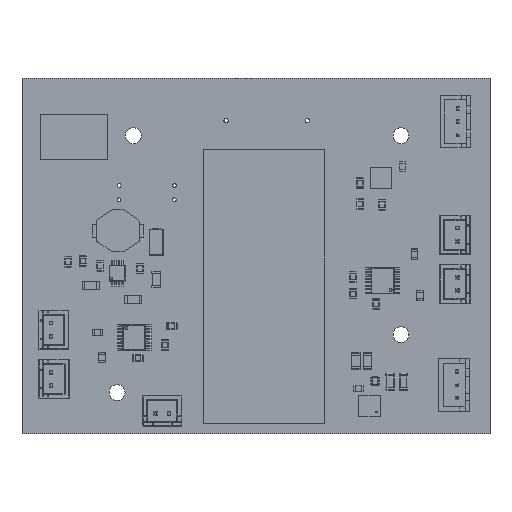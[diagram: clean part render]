
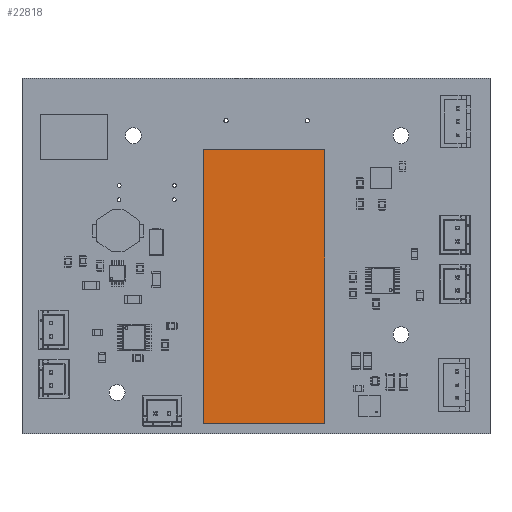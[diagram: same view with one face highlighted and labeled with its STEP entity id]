
A CAD part, top view. The second image highlights one B-rep face of the part: STEP entity #22818.
In plain terms, the highlighted planar face has unit normal (0, 0, 1).
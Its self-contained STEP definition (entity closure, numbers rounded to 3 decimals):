
#22689 = VERTEX_POINT('',#22690);
#22690 = CARTESIAN_POINT('',(-6.75,21.56,8.));
#22696 = EDGE_CURVE('',#22689,#22697,#22699,.T.);
#22697 = VERTEX_POINT('',#22698);
#22698 = CARTESIAN_POINT('',(44.85,21.56,8.));
#22699 = LINE('',#22700,#22701);
#22700 = CARTESIAN_POINT('',(-6.75,21.56,8.));
#22701 = VECTOR('',#22702,1.);
#22702 = DIRECTION('',(1.,0.,0.));
#22727 = EDGE_CURVE('',#22697,#22728,#22730,.T.);
#22728 = VERTEX_POINT('',#22729);
#22729 = CARTESIAN_POINT('',(44.85,-1.24,8.));
#22730 = LINE('',#22731,#22732);
#22731 = CARTESIAN_POINT('',(44.85,21.56,8.));
#22732 = VECTOR('',#22733,1.);
#22733 = DIRECTION('',(0.,-1.,0.));
#22758 = EDGE_CURVE('',#22728,#22759,#22761,.T.);
#22759 = VERTEX_POINT('',#22760);
#22760 = CARTESIAN_POINT('',(-6.75,-1.24,8.));
#22761 = LINE('',#22762,#22763);
#22762 = CARTESIAN_POINT('',(44.85,-1.24,8.));
#22763 = VECTOR('',#22764,1.);
#22764 = DIRECTION('',(-1.,0.,0.));
#22789 = EDGE_CURVE('',#22759,#22689,#22790,.T.);
#22790 = LINE('',#22791,#22792);
#22791 = CARTESIAN_POINT('',(-6.75,-1.24,8.));
#22792 = VECTOR('',#22793,1.);
#22793 = DIRECTION('',(0.,1.,0.));
#22818 = ADVANCED_FACE('',(#22819),#22825,.F.);
#22819 = FACE_BOUND('',#22820,.F.);
#22820 = EDGE_LOOP('',(#22821,#22822,#22823,#22824));
#22821 = ORIENTED_EDGE('',*,*,#22696,.T.);
#22822 = ORIENTED_EDGE('',*,*,#22727,.T.);
#22823 = ORIENTED_EDGE('',*,*,#22758,.T.);
#22824 = ORIENTED_EDGE('',*,*,#22789,.T.);
#22825 = PLANE('',#22826);
#22826 = AXIS2_PLACEMENT_3D('',#22827,#22828,#22829);
#22827 = CARTESIAN_POINT('',(19.05,10.16,8.));
#22828 = DIRECTION('',(0.,0.,-1.));
#22829 = DIRECTION('',(0.,-1.,0.));
